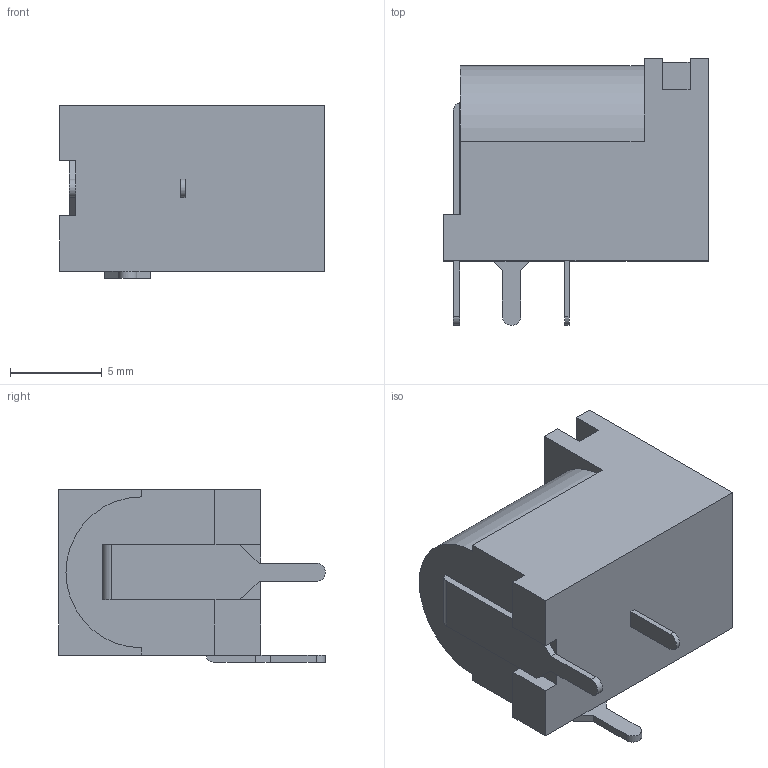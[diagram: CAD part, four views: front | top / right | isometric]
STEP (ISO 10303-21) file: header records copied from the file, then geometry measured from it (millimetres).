
FILE_DESCRIPTION (( 'STEP AP214' ), '1' );
FILE_NAME ('PJ-102B.step', '2019-07-14T04:56:59', ( '' ), ( '' ), 'SwSTEP 2.0', 'SolidWorks 2019', '' );
FILE_SCHEMA (( 'AUTOMOTIVE_DESIGN' ));
Length unit declared in the file: millimetre
Products named in the file (1): PJ-102B
Bounding box: 14.4 x 14.5 x 9.4 mm (x, y, z)
Volume: 1011.8 mm3; surface area: 988.5 mm2
Topology: 1 solids, 1 shells, 60 faces, 157 edges, 102 vertices
Faces by surface type: plane 47, cylinder 11, cone 2
Entity records: 2515 total; most frequent: CARTESIAN_POINT 320, ORIENTED_EDGE 314, DIRECTION 303, EDGE_CURVE 157, LINE 133, VECTOR 133, VERTEX_POINT 102, AXIS2_PLACEMENT_3D 85
